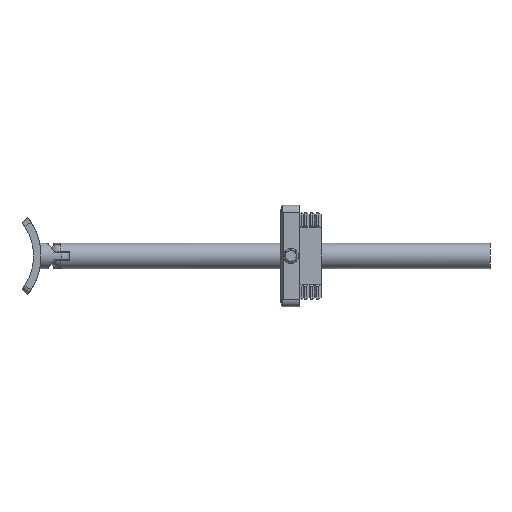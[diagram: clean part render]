
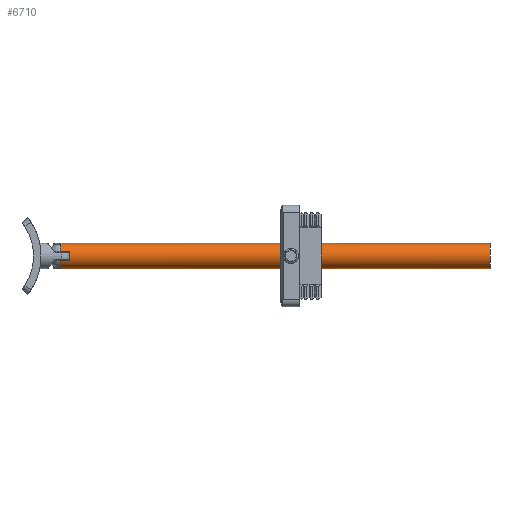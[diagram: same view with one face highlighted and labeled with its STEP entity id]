
A CAD part, front view. The second image highlights one B-rep face of the part: STEP entity #6710.
In plain terms, the highlighted cylindrical face has radius 5 mm (diameter 10 mm), a partial arc.
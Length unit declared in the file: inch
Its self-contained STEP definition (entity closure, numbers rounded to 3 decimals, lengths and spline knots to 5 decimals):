
#49 = EDGE_CURVE ( 'NONE', #2187, #1142, #6548, .T. ) ;
#61 = CIRCLE ( 'NONE', #1800, 0.19685 ) ;
#162 = CYLINDRICAL_SURFACE ( 'NONE', #5038, 0.19685 ) ;
#279 = VECTOR ( 'NONE', #701, 39.37008 ) ;
#409 = CARTESIAN_POINT ( 'NONE',  ( 7.08661, 0., 0.19685 ) ) ;
#465 = VERTEX_POINT ( 'NONE', #1818 ) ;
#523 = DIRECTION ( 'NONE',  ( 1., 0., 0. ) ) ;
#538 = AXIS2_PLACEMENT_3D ( 'NONE', #4299, #6470, #2564 ) ;
#601 = ORIENTED_EDGE ( 'NONE', *, *, #4465, .F. ) ;
#696 = FACE_OUTER_BOUND ( 'NONE', #4464, .T. ) ;
#701 = DIRECTION ( 'NONE',  ( 1., 0., 0. ) ) ;
#792 = CARTESIAN_POINT ( 'NONE',  ( 0.41339, 0., 0.19685 ) ) ;
#1006 = EDGE_CURVE ( 'NONE', #5891, #4237, #1714, .T. ) ;
#1018 = VERTEX_POINT ( 'NONE', #3691 ) ;
#1142 = VERTEX_POINT ( 'NONE', #3265 ) ;
#1316 = CARTESIAN_POINT ( 'NONE',  ( 7.08661, -0.18645, -0.06315 ) ) ;
#1446 = CARTESIAN_POINT ( 'NONE',  ( 0.41339, -0.18645, -0.06315 ) ) ;
#1452 = LINE ( 'NONE', #1316, #2358 ) ;
#1560 = AXIS2_PLACEMENT_3D ( 'NONE', #5026, #523, #6055 ) ;
#1604 = ORIENTED_EDGE ( 'NONE', *, *, #49, .T. ) ;
#1681 = VECTOR ( 'NONE', #5449, 39.37008 ) ;
#1714 = CIRCLE ( 'NONE', #538, 0.19685 ) ;
#1800 = AXIS2_PLACEMENT_3D ( 'NONE', #5791, #5721, #3053 ) ;
#1818 = CARTESIAN_POINT ( 'NONE',  ( 0.41339, -0.18645, 0.06315 ) ) ;
#1907 = CARTESIAN_POINT ( 'NONE',  ( 7.08661, 0., 0.19685 ) ) ;
#2187 = VERTEX_POINT ( 'NONE', #1446 ) ;
#2228 = LINE ( 'NONE', #3869, #1681 ) ;
#2244 = ORIENTED_EDGE ( 'NONE', *, *, #1006, .F. ) ;
#2259 = VECTOR ( 'NONE', #3479, 39.37008 ) ;
#2358 = VECTOR ( 'NONE', #5713, 39.37008 ) ;
#2368 = ORIENTED_EDGE ( 'NONE', *, *, #5547, .T. ) ;
#2373 = CARTESIAN_POINT ( 'NONE',  ( 7.08661, 0., 0. ) ) ;
#2564 = DIRECTION ( 'NONE',  ( 0., 0., -1. ) ) ;
#2814 = EDGE_CURVE ( 'NONE', #465, #4197, #6696, .T. ) ;
#3053 = DIRECTION ( 'NONE',  ( 0., 0., -1. ) ) ;
#3185 = ORIENTED_EDGE ( 'NONE', *, *, #3472, .T. ) ;
#3265 = CARTESIAN_POINT ( 'NONE',  ( 0.41339, 0., -0.19685 ) ) ;
#3375 = CARTESIAN_POINT ( 'NONE',  ( 7.08661, 0., -0.19685 ) ) ;
#3472 = EDGE_CURVE ( 'NONE', #1018, #2187, #1452, .T. ) ;
#3479 = DIRECTION ( 'NONE',  ( -1., 0., 0. ) ) ;
#3691 = CARTESIAN_POINT ( 'NONE',  ( 0.5596, -0.18645, -0.06315 ) ) ;
#3756 = ORIENTED_EDGE ( 'NONE', *, *, #2814, .T. ) ;
#3869 = CARTESIAN_POINT ( 'NONE',  ( 7.08661, 0., -0.19685 ) ) ;
#3911 = CARTESIAN_POINT ( 'NONE',  ( 0.41339, 0., 0. ) ) ;
#3983 = DIRECTION ( 'NONE',  ( 0., 0., 1. ) ) ;
#4126 = ORIENTED_EDGE ( 'NONE', *, *, #4631, .T. ) ;
#4153 = EDGE_CURVE ( 'NONE', #5107, #465, #6866, .T. ) ;
#4197 = VERTEX_POINT ( 'NONE', #4954 ) ;
#4237 = VERTEX_POINT ( 'NONE', #3375 ) ;
#4299 = CARTESIAN_POINT ( 'NONE',  ( 7.08661, 0., 0. ) ) ;
#4464 = EDGE_LOOP ( 'NONE', ( #601, #2244, #4126, #4830, #3756, #2368, #3185, #1604 ) ) ;
#4465 = EDGE_CURVE ( 'NONE', #4237, #1142, #2228, .T. ) ;
#4563 = CARTESIAN_POINT ( 'NONE',  ( 7.08661, -0.18645, 0.06315 ) ) ;
#4631 = EDGE_CURVE ( 'NONE', #5891, #5107, #6150, .T. ) ;
#4710 = AXIS2_PLACEMENT_3D ( 'NONE', #3911, #5060, #6116 ) ;
#4830 = ORIENTED_EDGE ( 'NONE', *, *, #4153, .T. ) ;
#4954 = CARTESIAN_POINT ( 'NONE',  ( 0.5596, -0.18645, 0.06315 ) ) ;
#5026 = CARTESIAN_POINT ( 'NONE',  ( 0.41339, 0., 0. ) ) ;
#5038 = AXIS2_PLACEMENT_3D ( 'NONE', #2373, #5605, #3983 ) ;
#5060 = DIRECTION ( 'NONE',  ( 1., 0., 0. ) ) ;
#5107 = VERTEX_POINT ( 'NONE', #792 ) ;
#5449 = DIRECTION ( 'NONE',  ( -1., 0., 0. ) ) ;
#5547 = EDGE_CURVE ( 'NONE', #4197, #1018, #61, .T. ) ;
#5605 = DIRECTION ( 'NONE',  ( -1., 0., 0. ) ) ;
#5713 = DIRECTION ( 'NONE',  ( -1., 0., 0. ) ) ;
#5721 = DIRECTION ( 'NONE',  ( 1., 0., 0. ) ) ;
#5791 = CARTESIAN_POINT ( 'NONE',  ( 0.5596, 0., 0. ) ) ;
#5891 = VERTEX_POINT ( 'NONE', #409 ) ;
#6055 = DIRECTION ( 'NONE',  ( 0., 0., -1. ) ) ;
#6116 = DIRECTION ( 'NONE',  ( 0., 0., -1. ) ) ;
#6150 = LINE ( 'NONE', #1907, #2259 ) ;
#6470 = DIRECTION ( 'NONE',  ( 1., 0., 0. ) ) ;
#6548 = CIRCLE ( 'NONE', #4710, 0.19685 ) ;
#6696 = LINE ( 'NONE', #4563, #279 ) ;
#6710 = ADVANCED_FACE ( 'NONE', ( #696 ), #162, .T. ) ;
#6866 = CIRCLE ( 'NONE', #1560, 0.19685 ) ;
